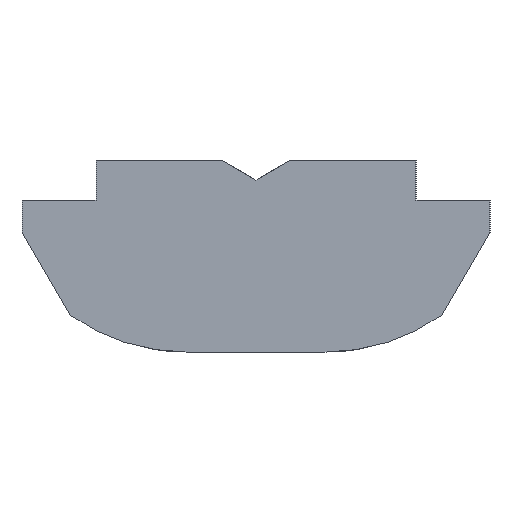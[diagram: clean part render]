
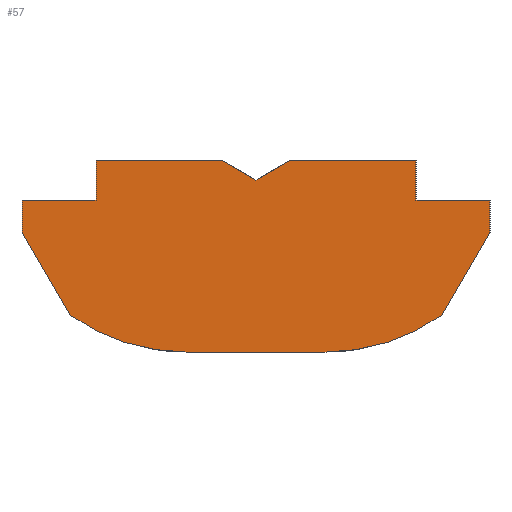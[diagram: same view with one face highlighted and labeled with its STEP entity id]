
A CAD part, left-side view. The second image highlights one B-rep face of the part: STEP entity #57.
In plain terms, the highlighted planar face has unit normal (-1, 0, 0).
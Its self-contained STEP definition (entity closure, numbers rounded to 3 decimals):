
#57=ADVANCED_FACE('',(#130),#131,.F.);
#130=FACE_OUTER_BOUND('',#216,.T.);
#131=PLANE('',#217);
#216=EDGE_LOOP('',(#315,#316,#317,#318,#319,#320,#321,#322,#323,#324,#325,#326,#327,#328,#329));
#217=AXIS2_PLACEMENT_3D('',#330,#331,#332);
#315=ORIENTED_EDGE('',*,*,#553,.T.);
#316=ORIENTED_EDGE('',*,*,#554,.F.);
#317=ORIENTED_EDGE('',*,*,#555,.F.);
#318=ORIENTED_EDGE('',*,*,#556,.F.);
#319=ORIENTED_EDGE('',*,*,#557,.F.);
#320=ORIENTED_EDGE('',*,*,#558,.F.);
#321=ORIENTED_EDGE('',*,*,#559,.F.);
#322=ORIENTED_EDGE('',*,*,#560,.F.);
#323=ORIENTED_EDGE('',*,*,#561,.F.);
#324=ORIENTED_EDGE('',*,*,#562,.F.);
#325=ORIENTED_EDGE('',*,*,#563,.F.);
#326=ORIENTED_EDGE('',*,*,#564,.F.);
#327=ORIENTED_EDGE('',*,*,#565,.F.);
#328=ORIENTED_EDGE('',*,*,#566,.F.);
#329=ORIENTED_EDGE('',*,*,#567,.T.);
#330=CARTESIAN_POINT('',(-8.0,0.0,0.0));
#331=DIRECTION('',(1.0,0.0,0.0));
#332=DIRECTION('',(0.0,1.0,-0.0));
#553=EDGE_CURVE('',#664,#665,#666,.T.);
#554=EDGE_CURVE('',#667,#665,#668,.T.);
#555=EDGE_CURVE('',#669,#667,#670,.T.);
#556=EDGE_CURVE('',#671,#669,#672,.T.);
#557=EDGE_CURVE('',#673,#671,#674,.T.);
#558=EDGE_CURVE('',#675,#673,#676,.T.);
#559=EDGE_CURVE('',#677,#675,#678,.T.);
#560=EDGE_CURVE('',#679,#677,#680,.T.);
#561=EDGE_CURVE('',#681,#679,#682,.T.);
#562=EDGE_CURVE('',#683,#681,#684,.T.);
#563=EDGE_CURVE('',#685,#683,#686,.T.);
#564=EDGE_CURVE('',#687,#685,#688,.T.);
#565=EDGE_CURVE('',#689,#687,#690,.T.);
#566=EDGE_CURVE('',#691,#689,#692,.T.);
#567=EDGE_CURVE('',#691,#664,#693,.T.);
#664=VERTEX_POINT('',#836);
#665=VERTEX_POINT('',#837);
#666=LINE('',#838,#839);
#667=VERTEX_POINT('',#840);
#668=LINE('',#841,#842);
#669=VERTEX_POINT('',#843);
#670=LINE('',#844,#845);
#671=VERTEX_POINT('',#846);
#672=LINE('',#847,#848);
#673=VERTEX_POINT('',#849);
#674=LINE('',#850,#851);
#675=VERTEX_POINT('',#852);
#676=LINE('',#853,#854);
#677=VERTEX_POINT('',#855);
#678=CIRCLE('',#856,5.0);
#679=VERTEX_POINT('',#857);
#680=LINE('',#858,#859);
#681=VERTEX_POINT('',#860);
#682=CIRCLE('',#861,5.0);
#683=VERTEX_POINT('',#862);
#684=LINE('',#863,#864);
#685=VERTEX_POINT('',#865);
#686=LINE('',#866,#867);
#687=VERTEX_POINT('',#868);
#688=LINE('',#869,#870);
#689=VERTEX_POINT('',#871);
#690=LINE('',#872,#873);
#691=VERTEX_POINT('',#874);
#692=LINE('',#875,#876);
#693=LINE('',#877,#878);
#836=CARTESIAN_POINT('',(-8.0,0.0,0.5));
#837=CARTESIAN_POINT('',(-8.0,0.866,1.0));
#838=CARTESIAN_POINT('',(-8.0,0.0,0.5));
#839=VECTOR('',#1042,1.0);
#840=CARTESIAN_POINT('',(-8.0,4.0,1.0));
#841=CARTESIAN_POINT('',(-8.0,4.0,1.0));
#842=VECTOR('',#1043,3.134);
#843=CARTESIAN_POINT('',(-8.0,4.0,0.0));
#844=CARTESIAN_POINT('',(-8.0,4.0,0.0));
#845=VECTOR('',#1044,1.0);
#846=CARTESIAN_POINT('',(-8.0,5.85,0.0));
#847=CARTESIAN_POINT('',(-8.0,5.85,0.0));
#848=VECTOR('',#1045,1.85);
#849=CARTESIAN_POINT('',(-8.0,5.85,-0.8));
#850=CARTESIAN_POINT('',(-8.0,5.85,-0.8));
#851=VECTOR('',#1046,0.8);
#852=CARTESIAN_POINT('',(-8.0,4.655,-2.869));
#853=CARTESIAN_POINT('',(-8.0,4.655,-2.869));
#854=VECTOR('',#1047,2.389);
#855=CARTESIAN_POINT('',(-8.0,1.75,-3.8));
#856=AXIS2_PLACEMENT_3D('',#1048,#1049,#1050);
#857=CARTESIAN_POINT('',(-8.0,-1.75,-3.8));
#858=CARTESIAN_POINT('',(-8.0,-1.75,-3.8));
#859=VECTOR('',#1051,3.5);
#860=CARTESIAN_POINT('',(-8.0,-4.655,-2.869));
#861=AXIS2_PLACEMENT_3D('',#1052,#1053,#1054);
#862=CARTESIAN_POINT('',(-8.0,-5.85,-0.8));
#863=CARTESIAN_POINT('',(-8.0,-5.85,-0.8));
#864=VECTOR('',#1055,2.389);
#865=CARTESIAN_POINT('',(-8.0,-5.85,0.0));
#866=CARTESIAN_POINT('',(-8.0,-5.85,0.0));
#867=VECTOR('',#1056,0.8);
#868=CARTESIAN_POINT('',(-8.0,-4.0,0.0));
#869=CARTESIAN_POINT('',(-8.0,-4.0,0.0));
#870=VECTOR('',#1057,1.85);
#871=CARTESIAN_POINT('',(-8.0,-4.0,1.0));
#872=CARTESIAN_POINT('',(-8.0,-4.0,1.0));
#873=VECTOR('',#1058,1.0);
#874=CARTESIAN_POINT('',(-8.0,-0.866,1.0));
#875=CARTESIAN_POINT('',(-8.0,-0.866,1.0));
#876=VECTOR('',#1059,3.134);
#877=CARTESIAN_POINT('',(-8.0,-0.866,1.0));
#878=VECTOR('',#1060,1.0);
#1042=DIRECTION('',(0.0,0.866,0.5));
#1043=DIRECTION('',(0.0,-1.0,0.0));
#1044=DIRECTION('',(0.0,0.0,1.0));
#1045=DIRECTION('',(0.0,-1.0,0.0));
#1046=DIRECTION('',(0.0,0.0,1.0));
#1047=DIRECTION('',(0.0,0.5,0.866));
#1048=CARTESIAN_POINT('',(-8.0,1.75,1.2));
#1049=DIRECTION('',(1.0,0.0,0.0));
#1050=DIRECTION('',(0.0,0.0,-1.0));
#1051=DIRECTION('',(0.0,1.0,0.0));
#1052=CARTESIAN_POINT('',(-8.0,-1.75,1.2));
#1053=DIRECTION('',(1.0,0.,0.));
#1054=DIRECTION('',(0.,-0.581,-0.814));
#1055=DIRECTION('',(0.0,0.5,-0.866));
#1056=DIRECTION('',(0.0,0.0,-1.0));
#1057=DIRECTION('',(0.0,-1.0,0.0));
#1058=DIRECTION('',(0.0,0.0,-1.0));
#1059=DIRECTION('',(0.0,-1.0,0.0));
#1060=DIRECTION('',(0.0,0.866,-0.5));
